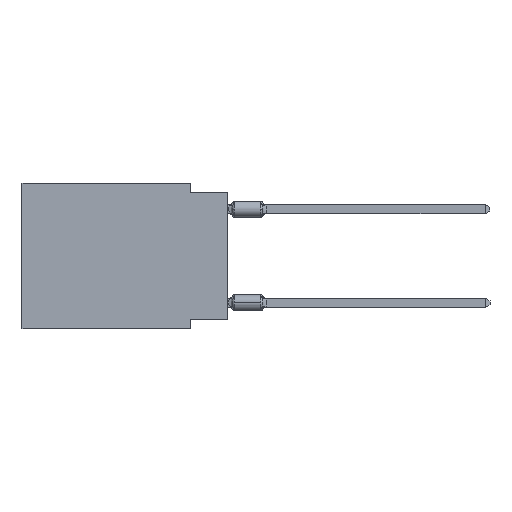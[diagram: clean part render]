
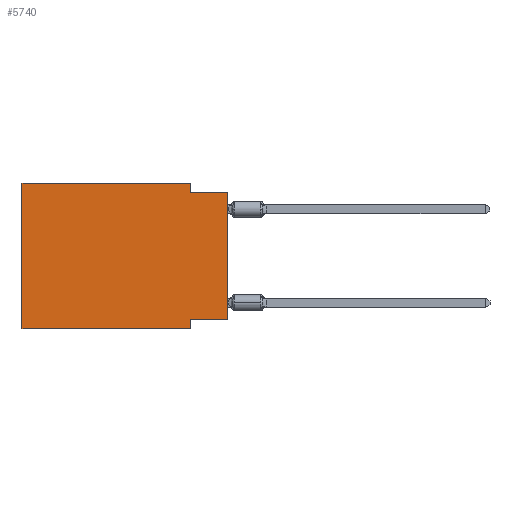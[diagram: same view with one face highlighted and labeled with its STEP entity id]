
A CAD part, left-side view. The second image highlights one B-rep face of the part: STEP entity #5740.
In plain terms, the highlighted planar face has unit normal (-1, 0, 0).
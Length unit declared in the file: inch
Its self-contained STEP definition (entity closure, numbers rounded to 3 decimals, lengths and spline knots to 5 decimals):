
#85 = VERTEX_POINT ( 'NONE', #10582 ) ;
#277 = CARTESIAN_POINT ( 'NONE',  ( 0., 0., -0.025 ) ) ;
#1146 = DIRECTION ( 'NONE',  ( 0., 0., 1. ) ) ;
#2332 = VERTEX_POINT ( 'NONE', #15129 ) ;
#2386 = DIRECTION ( 'NONE',  ( 0., 0., -1. ) ) ;
#2434 = VERTEX_POINT ( 'NONE', #15469 ) ;
#2644 = VECTOR ( 'NONE', #2386, 39.37008 ) ;
#3285 = ORIENTED_EDGE ( 'NONE', *, *, #6556, .F. ) ;
#3652 = LINE ( 'NONE', #11131, #2644 ) ;
#3823 = ORIENTED_EDGE ( 'NONE', *, *, #9990, .T. ) ;
#4423 = ORIENTED_EDGE ( 'NONE', *, *, #12096, .F. ) ;
#4708 = VERTEX_POINT ( 'NONE', #12195 ) ;
#5041 = EDGE_CURVE ( 'NONE', #5050, #17368, #18654, .T. ) ;
#5050 = VERTEX_POINT ( 'NONE', #13115 ) ;
#5058 = DIRECTION ( 'NONE',  ( 0., 0., 1. ) ) ;
#5435 = DIRECTION ( 'NONE',  ( 0., 0., -1. ) ) ;
#5740 = ADVANCED_FACE ( 'NONE', ( #11294 ), #18347, .F. ) ;
#5784 = LINE ( 'NONE', #277, #10134 ) ;
#5999 = VECTOR ( 'NONE', #19246, 39.37008 ) ;
#6376 = DIRECTION ( 'NONE',  ( 0., -1., 0. ) ) ;
#6478 = CARTESIAN_POINT ( 'NONE',  ( 0., 0.1, -0.39 ) ) ;
#6556 = EDGE_CURVE ( 'NONE', #2332, #4708, #10884, .T. ) ;
#7052 = CARTESIAN_POINT ( 'NONE',  ( 0., 0.55, 0. ) ) ;
#7405 = DIRECTION ( 'NONE',  ( 0., -1., 0. ) ) ;
#7842 = ORIENTED_EDGE ( 'NONE', *, *, #5041, .F. ) ;
#8252 = EDGE_CURVE ( 'NONE', #4708, #85, #3652, .T. ) ;
#9685 = VECTOR ( 'NONE', #6376, 39.37008 ) ;
#9990 = EDGE_CURVE ( 'NONE', #14567, #20768, #15144, .T. ) ;
#10134 = VECTOR ( 'NONE', #7405, 39.37008 ) ;
#10312 = VECTOR ( 'NONE', #12859, 39.37008 ) ;
#10362 = CARTESIAN_POINT ( 'NONE',  ( 0., 0.1, -0.39 ) ) ;
#10582 = CARTESIAN_POINT ( 'NONE',  ( 0., 0.1, -0.025 ) ) ;
#10884 = LINE ( 'NONE', #16085, #10312 ) ;
#11131 = CARTESIAN_POINT ( 'NONE',  ( 0., 0.1, 0. ) ) ;
#11294 = FACE_OUTER_BOUND ( 'NONE', #14713, .T. ) ;
#12096 = EDGE_CURVE ( 'NONE', #17368, #20768, #13834, .T. ) ;
#12195 = CARTESIAN_POINT ( 'NONE',  ( 0., 0.1, 0. ) ) ;
#12464 = ORIENTED_EDGE ( 'NONE', *, *, #8252, .F. ) ;
#12859 = DIRECTION ( 'NONE',  ( 0., -1., 0. ) ) ;
#13115 = CARTESIAN_POINT ( 'NONE',  ( 0., 0., -0.365 ) ) ;
#13217 = VECTOR ( 'NONE', #14957, 39.37008 ) ;
#13834 = LINE ( 'NONE', #10362, #5999 ) ;
#14109 = DIRECTION ( 'NONE',  ( 1., 0., 0. ) ) ;
#14193 = VECTOR ( 'NONE', #1146, 39.37008 ) ;
#14331 = CARTESIAN_POINT ( 'NONE',  ( 0., 0.55, -0.39 ) ) ;
#14567 = VERTEX_POINT ( 'NONE', #14331 ) ;
#14711 = AXIS2_PLACEMENT_3D ( 'NONE', #7052, #14109, #5435 ) ;
#14713 = EDGE_LOOP ( 'NONE', ( #19270, #17874, #12464, #3285, #18137, #3823, #4423, #7842 ) ) ;
#14957 = DIRECTION ( 'NONE',  ( 0., 1., 0. ) ) ;
#14995 = LINE ( 'NONE', #22033, #14193 ) ;
#15129 = CARTESIAN_POINT ( 'NONE',  ( 0., 0.55, 0. ) ) ;
#15144 = LINE ( 'NONE', #22291, #9685 ) ;
#15447 = EDGE_CURVE ( 'NONE', #14567, #2332, #15552, .T. ) ;
#15469 = CARTESIAN_POINT ( 'NONE',  ( 0., 0., -0.025 ) ) ;
#15481 = CARTESIAN_POINT ( 'NONE',  ( 0., 0.1, -0.365 ) ) ;
#15552 = LINE ( 'NONE', #20872, #16048 ) ;
#16048 = VECTOR ( 'NONE', #5058, 39.37008 ) ;
#16085 = CARTESIAN_POINT ( 'NONE',  ( 0., 0.55, 0. ) ) ;
#17368 = VERTEX_POINT ( 'NONE', #15481 ) ;
#17874 = ORIENTED_EDGE ( 'NONE', *, *, #19378, .F. ) ;
#18137 = ORIENTED_EDGE ( 'NONE', *, *, #15447, .F. ) ;
#18347 = PLANE ( 'NONE',  #14711 ) ;
#18654 = LINE ( 'NONE', #21866, #13217 ) ;
#19246 = DIRECTION ( 'NONE',  ( 0., 0., -1. ) ) ;
#19270 = ORIENTED_EDGE ( 'NONE', *, *, #21223, .T. ) ;
#19378 = EDGE_CURVE ( 'NONE', #85, #2434, #5784, .T. ) ;
#20768 = VERTEX_POINT ( 'NONE', #6478 ) ;
#20872 = CARTESIAN_POINT ( 'NONE',  ( 0., 0.55, 0. ) ) ;
#21223 = EDGE_CURVE ( 'NONE', #5050, #2434, #14995, .T. ) ;
#21866 = CARTESIAN_POINT ( 'NONE',  ( 0., 0., -0.365 ) ) ;
#22033 = CARTESIAN_POINT ( 'NONE',  ( 0., 0., 0. ) ) ;
#22291 = CARTESIAN_POINT ( 'NONE',  ( 0., 0.55, -0.39 ) ) ;
